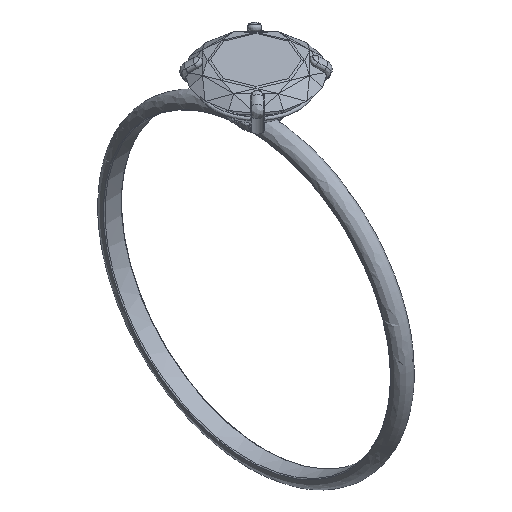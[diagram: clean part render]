
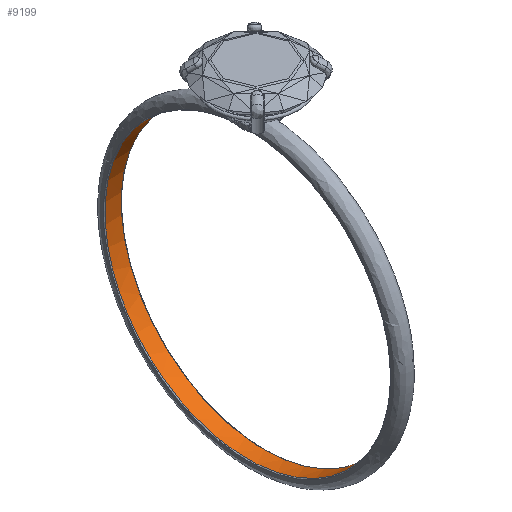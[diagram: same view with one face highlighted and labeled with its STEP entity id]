
A CAD part, isometric view. The second image highlights one B-rep face of the part: STEP entity #9199.
In plain terms, the highlighted free-form (B-spline) face has degree [2, 1] with [9, 2] control points.
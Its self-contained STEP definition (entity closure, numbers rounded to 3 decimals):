
#9154 = VERTEX_POINT('',#9155);
#9155 = CARTESIAN_POINT('',(-0.484,0.,
    8.476));
#9161 = EDGE_CURVE('',#9154,#9154,#9162,.T.);
#9162 = ( BOUNDED_CURVE() B_SPLINE_CURVE(2,(#9163,#9164,#9165,#9166,
#9167,#9168,#9169),.UNSPECIFIED.,.T.,.F.) B_SPLINE_CURVE_WITH_KNOTS((3,2
    ,2,3),(3.142,5.236,7.33,9.425),
.PIECEWISE_BEZIER_KNOTS.) CURVE() GEOMETRIC_REPRESENTATION_ITEM() 
RATIONAL_B_SPLINE_CURVE((1.,0.5,1.,0.5,1.,0.5,1.)) REPRESENTATION_ITEM(
  '') );
#9163 = CARTESIAN_POINT('',(-0.484,0.,
    8.476));
#9164 = CARTESIAN_POINT('',(-0.484,-14.682,
    8.476));
#9165 = CARTESIAN_POINT('',(-0.484,-7.341,
    -4.238));
#9166 = CARTESIAN_POINT('',(-0.484,0.,
    -16.953));
#9167 = CARTESIAN_POINT('',(-0.484,7.341,
    -4.238));
#9168 = CARTESIAN_POINT('',(-0.484,14.682,
    8.476));
#9169 = CARTESIAN_POINT('',(-0.484,0.,
    8.476));
#9199 = ADVANCED_FACE('',(#9200),#9229,.F.);
#9200 = FACE_BOUND('',#9201,.F.);
#9201 = EDGE_LOOP('',(#9202,#9209,#9219,#9227,#9228));
#9202 = ORIENTED_EDGE('',*,*,#9203,.T.);
#9203 = EDGE_CURVE('',#9154,#9204,#9206,.T.);
#9204 = VERTEX_POINT('',#9205);
#9205 = CARTESIAN_POINT('',(0.484,0.,
    8.476));
#9206 = B_SPLINE_CURVE_WITH_KNOTS('',1,(#9207,#9208),.UNSPECIFIED.,.F.,
  .F.,(2,2),(-0.442,0.442),.PIECEWISE_BEZIER_KNOTS.);
#9207 = CARTESIAN_POINT('',(-0.484,0.,
    8.476));
#9208 = CARTESIAN_POINT('',(0.484,0.,
    8.476));
#9209 = ORIENTED_EDGE('',*,*,#9210,.T.);
#9210 = EDGE_CURVE('',#9204,#9211,#9213,.T.);
#9211 = VERTEX_POINT('',#9212);
#9212 = CARTESIAN_POINT('',(0.484,0.,
    -8.476));
#9213 = ( BOUNDED_CURVE() B_SPLINE_CURVE(2,(#9214,#9215,#9216,#9217,
#9218),.UNSPECIFIED.,.F.,.F.) B_SPLINE_CURVE_WITH_KNOTS((3,2,3),(
    3.142,4.712,6.283),
.PIECEWISE_BEZIER_KNOTS.) CURVE() GEOMETRIC_REPRESENTATION_ITEM() 
RATIONAL_B_SPLINE_CURVE((1.,0.707,1.,0.707,1.)) 
REPRESENTATION_ITEM('') );
#9214 = CARTESIAN_POINT('',(0.484,0.,
    8.476));
#9215 = CARTESIAN_POINT('',(0.484,8.476,8.476
    ));
#9216 = CARTESIAN_POINT('',(0.484,8.476,
    0.));
#9217 = CARTESIAN_POINT('',(0.484,8.476,
    -8.476));
#9218 = CARTESIAN_POINT('',(0.484,0.,
    -8.476));
#9219 = ORIENTED_EDGE('',*,*,#9220,.T.);
#9220 = EDGE_CURVE('',#9211,#9204,#9221,.T.);
#9221 = ( BOUNDED_CURVE() B_SPLINE_CURVE(2,(#9222,#9223,#9224,#9225,
#9226),.UNSPECIFIED.,.F.,.F.) B_SPLINE_CURVE_WITH_KNOTS((3,2,3),(0.,
1.571,3.142),.PIECEWISE_BEZIER_KNOTS.) CURVE() 
GEOMETRIC_REPRESENTATION_ITEM() RATIONAL_B_SPLINE_CURVE((1.,
0.707,1.,0.707,1.)) REPRESENTATION_ITEM('') );
#9222 = CARTESIAN_POINT('',(0.484,0.,-8.476));
#9223 = CARTESIAN_POINT('',(0.484,-8.476,
    -8.476));
#9224 = CARTESIAN_POINT('',(0.484,-8.476,
    0.));
#9225 = CARTESIAN_POINT('',(0.484,-8.476,
    8.476));
#9226 = CARTESIAN_POINT('',(0.484,0.,
    8.476));
#9227 = ORIENTED_EDGE('',*,*,#9203,.F.);
#9228 = ORIENTED_EDGE('',*,*,#9161,.T.);
#9229 = ( BOUNDED_SURFACE() B_SPLINE_SURFACE(2,1,(
    (#9230,#9231)
    ,(#9232,#9233)
    ,(#9234,#9235)
    ,(#9236,#9237)
    ,(#9238,#9239)
    ,(#9240,#9241)
    ,(#9242,#9243)
    ,(#9244,#9245)
    ,(#9246,#9247
)),.UNSPECIFIED.,.T.,.F.,.F.) B_SPLINE_SURFACE_WITH_KNOTS((3,2,2,2,3),(2
    ,2),(3.142,4.189,6.283,8.378,
    9.425),(-0.442,0.442),.UNSPECIFIED.) 
GEOMETRIC_REPRESENTATION_ITEM() RATIONAL_B_SPLINE_SURFACE((
    (0.75,0.75)
    ,(0.75,0.75)
    ,(1.,1.)
    ,(0.5,0.5)
    ,(1.,1.)
    ,(0.5,0.5)
    ,(1.,1.)
    ,(0.75,0.75)
,(0.75,0.75))) REPRESENTATION_ITEM('') SURFACE() );
#9230 = CARTESIAN_POINT('',(-0.484,0.,
    8.476));
#9231 = CARTESIAN_POINT('',(0.484,0.,
    8.476));
#9232 = CARTESIAN_POINT('',(-0.484,-4.894,
    8.476));
#9233 = CARTESIAN_POINT('',(0.484,-4.894,8.476
    ));
#9234 = CARTESIAN_POINT('',(-0.484,-7.341,
    4.238));
#9235 = CARTESIAN_POINT('',(0.484,-7.341,
    4.238));
#9236 = CARTESIAN_POINT('',(-0.484,-14.682,
    -8.476));
#9237 = CARTESIAN_POINT('',(0.484,-14.682,
    -8.476));
#9238 = CARTESIAN_POINT('',(-0.484,0.,-8.476));
#9239 = CARTESIAN_POINT('',(0.484,0.,-8.476));
#9240 = CARTESIAN_POINT('',(-0.484,14.682,
    -8.476));
#9241 = CARTESIAN_POINT('',(0.484,14.682,
    -8.476));
#9242 = CARTESIAN_POINT('',(-0.484,7.341,
    4.238));
#9243 = CARTESIAN_POINT('',(0.484,7.341,4.238
    ));
#9244 = CARTESIAN_POINT('',(-0.484,4.894,8.476
    ));
#9245 = CARTESIAN_POINT('',(0.484,4.894,8.476)
  );
#9246 = CARTESIAN_POINT('',(-0.484,0.,
    8.476));
#9247 = CARTESIAN_POINT('',(0.484,0.,
    8.476));
